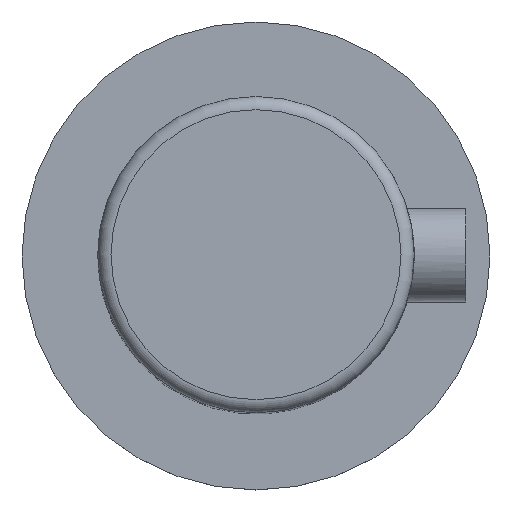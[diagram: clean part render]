
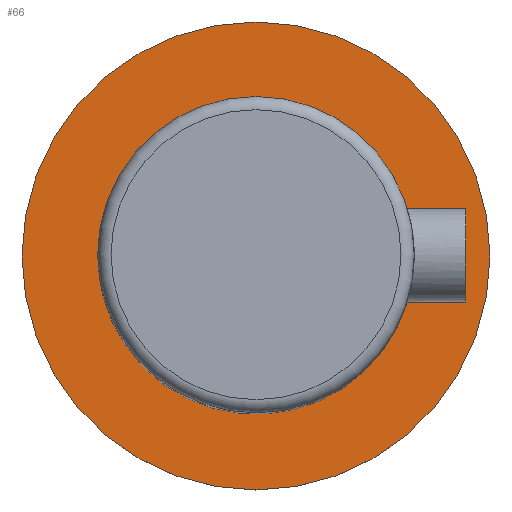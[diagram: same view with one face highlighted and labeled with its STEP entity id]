
A CAD part, top view. The second image highlights one B-rep face of the part: STEP entity #66.
In plain terms, the highlighted planar face has unit normal (0, 0, 1).
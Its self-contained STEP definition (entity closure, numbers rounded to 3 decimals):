
#66 = ADVANCED_FACE( '', ( #132, #133 ), #134, .T. );
#132 = FACE_OUTER_BOUND( '', #193, .T. );
#133 = FACE_BOUND( '', #194, .T. );
#134 = PLANE( '', #195 );
#193 = EDGE_LOOP( '', ( #301 ) );
#194 = EDGE_LOOP( '', ( #302, #303, #304, #305 ) );
#195 = AXIS2_PLACEMENT_3D( '', #306, #307, #308 );
#301 = ORIENTED_EDGE( '', *, *, #339, .T. );
#302 = ORIENTED_EDGE( '', *, *, #364, .F. );
#303 = ORIENTED_EDGE( '', *, *, #344, .F. );
#304 = ORIENTED_EDGE( '', *, *, #366, .F. );
#305 = ORIENTED_EDGE( '', *, *, #367, .F. );
#306 = CARTESIAN_POINT( '', ( 17.75, 0., -28.75 ) );
#307 = DIRECTION( '', ( 0., 0., 1. ) );
#308 = DIRECTION( '', ( 1., 0., 0. ) );
#339 = EDGE_CURVE( '', #392, #392, #393, .T. );
#344 = EDGE_CURVE( '', #400, #396, #402, .T. );
#364 = EDGE_CURVE( '', #396, #427, #429, .T. );
#366 = EDGE_CURVE( '', #431, #400, #432, .T. );
#367 = EDGE_CURVE( '', #427, #431, #433, .T. );
#392 = VERTEX_POINT( '', #464 );
#393 = CIRCLE( '', #465, 17.75 );
#396 = VERTEX_POINT( '', #468 );
#400 = VERTEX_POINT( '', #474 );
#402 = LINE( '', #477, #478 );
#427 = VERTEX_POINT( '', #541 );
#429 = LINE( '', #544, #545 );
#431 = VERTEX_POINT( '', #547 );
#432 = CIRCLE( '', #548, 12. );
#433 = LINE( '', #549, #550 );
#464 = CARTESIAN_POINT( '', ( 17.75, 0., -28.75 ) );
#465 = AXIS2_PLACEMENT_3D( '', #570, #571, #572 );
#468 = CARTESIAN_POINT( '', ( 15.928, -3.5, -28.75 ) );
#474 = CARTESIAN_POINT( '', ( 11.478, -3.5, -28.75 ) );
#477 = CARTESIAN_POINT( '', ( 10.428, -3.5, -28.75 ) );
#478 = VECTOR( '', #576, 1000. );
#541 = CARTESIAN_POINT( '', ( 15.928, 3.5, -28.75 ) );
#544 = CARTESIAN_POINT( '', ( 15.928, -3.5, -28.75 ) );
#545 = VECTOR( '', #595, 1000. );
#547 = CARTESIAN_POINT( '', ( 11.478, 3.5, -28.75 ) );
#548 = AXIS2_PLACEMENT_3D( '', #596, #597, #598 );
#549 = CARTESIAN_POINT( '', ( 15.928, 3.5, -28.75 ) );
#550 = VECTOR( '', #599, 1000. );
#570 = CARTESIAN_POINT( '', ( 0., 0., -28.75 ) );
#571 = DIRECTION( '', ( 0., 0., 1. ) );
#572 = DIRECTION( '', ( 1., 0., 0. ) );
#576 = DIRECTION( '', ( 1., 0., 0. ) );
#595 = DIRECTION( '', ( 0., 1., 0. ) );
#596 = CARTESIAN_POINT( '', ( 0., 0., -28.75 ) );
#597 = DIRECTION( '', ( 0., 0., 1. ) );
#598 = DIRECTION( '', ( 1., 0., 0. ) );
#599 = DIRECTION( '', ( -1., 0., 0. ) );
